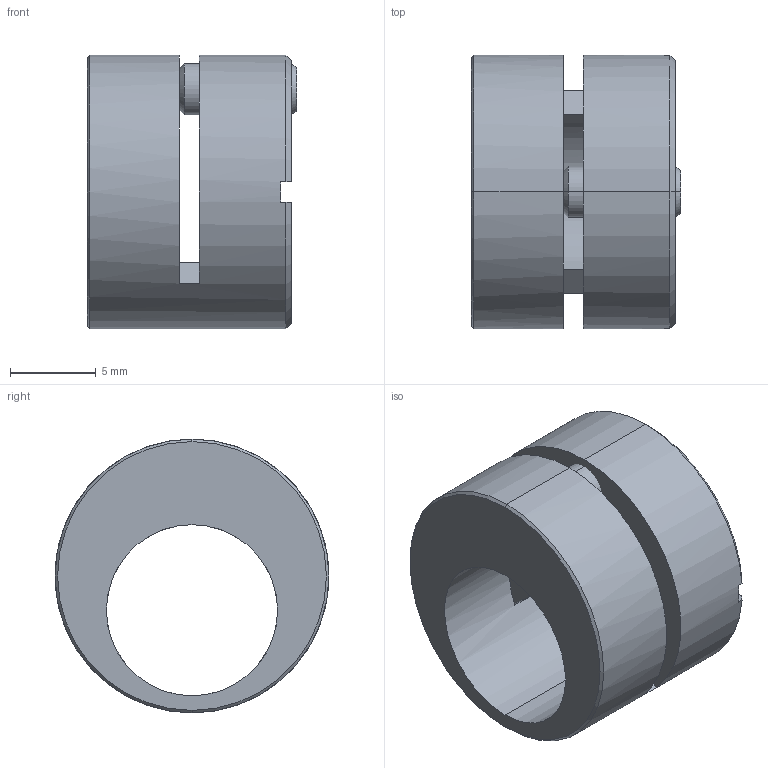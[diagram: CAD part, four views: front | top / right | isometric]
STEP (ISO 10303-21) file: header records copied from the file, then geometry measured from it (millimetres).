
FILE_DESCRIPTION (( 'STEP AP214' ), '1' );
FILE_NAME ('EH22150.0810.stp', '2020-05-12T11:33:08', ( '' ), ( '' ), 'SwSTEP 2.0', 'SolidWorks 2019', '' );
FILE_SCHEMA (( 'AUTOMOTIVE_DESIGN' ));
Length unit declared in the file: millimetre
Products named in the file (3): EH22150.0810; _22150_0810_Eccentrics_2a_2; _22150_0810_Eccentrics_2b_4
Assembly tree (2 placements, depth 2):
  EH22150.0810
    _22150_0810_Eccentrics_2a_2
    _22150_0810_Eccentrics_2b_4
Bounding box: 12.22 x 16 x 16 mm (x, y, z)
Volume: 1342.3 mm3; surface area: 1471.9 mm2
Topology: 2 solids, 2 shells, 41 faces, 108 edges, 69 vertices
Faces by surface type: plane 22, cone 11, cylinder 8
Entity records: 1399 total; most frequent: DIRECTION 239, CARTESIAN_POINT 235, ORIENTED_EDGE 216, EDGE_CURVE 108, AXIS2_PLACEMENT_3D 89, VERTEX_POINT 69, LINE 61, VECTOR 61
